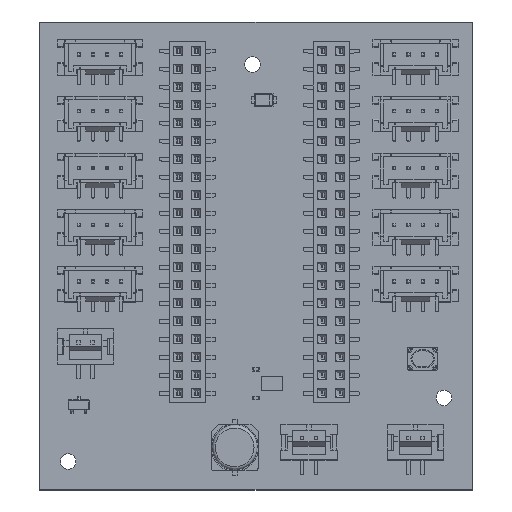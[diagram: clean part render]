
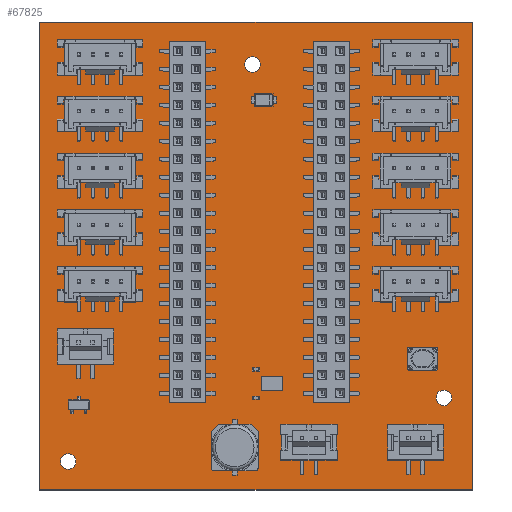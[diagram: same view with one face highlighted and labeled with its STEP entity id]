
A CAD part, top view. The second image highlights one B-rep face of the part: STEP entity #67825.
In plain terms, the highlighted planar face has unit normal (0, 0, 1).
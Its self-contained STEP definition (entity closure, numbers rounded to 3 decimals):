
#67636 = VERTEX_POINT('',#67637);
#67637 = CARTESIAN_POINT('',(91.,-100.,1.6));
#67643 = EDGE_CURVE('',#67636,#67644,#67646,.T.);
#67644 = VERTEX_POINT('',#67645);
#67645 = CARTESIAN_POINT('',(30.,-100.,1.6));
#67646 = LINE('',#67647,#67648);
#67647 = CARTESIAN_POINT('',(91.,-100.,1.6));
#67648 = VECTOR('',#67649,1.);
#67649 = DIRECTION('',(-1.,0.,0.));
#67676 = VERTEX_POINT('',#67677);
#67677 = CARTESIAN_POINT('',(91.,-34.,1.6));
#67683 = EDGE_CURVE('',#67676,#67636,#67684,.T.);
#67684 = LINE('',#67685,#67686);
#67685 = CARTESIAN_POINT('',(91.,-34.,1.6));
#67686 = VECTOR('',#67687,1.);
#67687 = DIRECTION('',(0.,-1.,0.));
#67705 = EDGE_CURVE('',#67644,#67706,#67708,.T.);
#67706 = VERTEX_POINT('',#67707);
#67707 = CARTESIAN_POINT('',(30.,-34.,1.6));
#67708 = LINE('',#67709,#67710);
#67709 = CARTESIAN_POINT('',(30.,-100.,1.6));
#67710 = VECTOR('',#67711,1.);
#67711 = DIRECTION('',(0.,1.,0.));
#67825 = ADVANCED_FACE('',(#67826,#67837,#67848,#67859,#67870,#67881,
    #67892,#67903),#67914,.T.);
#67826 = FACE_BOUND('',#67827,.T.);
#67827 = EDGE_LOOP('',(#67828,#67829,#67830,#67836));
#67828 = ORIENTED_EDGE('',*,*,#67643,.F.);
#67829 = ORIENTED_EDGE('',*,*,#67683,.F.);
#67830 = ORIENTED_EDGE('',*,*,#67831,.F.);
#67831 = EDGE_CURVE('',#67706,#67676,#67832,.T.);
#67832 = LINE('',#67833,#67834);
#67833 = CARTESIAN_POINT('',(30.,-34.,1.6));
#67834 = VECTOR('',#67835,1.);
#67835 = DIRECTION('',(1.,0.,0.));
#67836 = ORIENTED_EDGE('',*,*,#67705,.F.);
#67837 = FACE_BOUND('',#67838,.T.);
#67838 = EDGE_LOOP('',(#67839));
#67839 = ORIENTED_EDGE('',*,*,#67840,.T.);
#67840 = EDGE_CURVE('',#67841,#67841,#67843,.T.);
#67841 = VERTEX_POINT('',#67842);
#67842 = CARTESIAN_POINT('',(34.,-97.1,1.6));
#67843 = CIRCLE('',#67844,1.1);
#67844 = AXIS2_PLACEMENT_3D('',#67845,#67846,#67847);
#67845 = CARTESIAN_POINT('',(34.,-96.,1.6));
#67846 = DIRECTION('',(-0.,0.,-1.));
#67847 = DIRECTION('',(-0.,-1.,0.));
#67848 = FACE_BOUND('',#67849,.T.);
#67849 = EDGE_LOOP('',(#67850));
#67850 = ORIENTED_EDGE('',*,*,#67851,.T.);
#67851 = EDGE_CURVE('',#67852,#67852,#67854,.T.);
#67852 = VERTEX_POINT('',#67853);
#67853 = CARTESIAN_POINT('',(50.82,-85.69,1.6));
#67854 = CIRCLE('',#67855,0.6);
#67855 = AXIS2_PLACEMENT_3D('',#67856,#67857,#67858);
#67856 = CARTESIAN_POINT('',(50.82,-85.09,1.6));
#67857 = DIRECTION('',(-0.,0.,-1.));
#67858 = DIRECTION('',(-0.,-1.,0.));
#67859 = FACE_BOUND('',#67860,.T.);
#67860 = EDGE_LOOP('',(#67861));
#67861 = ORIENTED_EDGE('',*,*,#67862,.T.);
#67862 = EDGE_CURVE('',#67863,#67863,#67865,.T.);
#67863 = VERTEX_POINT('',#67864);
#67864 = CARTESIAN_POINT('',(71.1,-85.69,1.6));
#67865 = CIRCLE('',#67866,0.6);
#67866 = AXIS2_PLACEMENT_3D('',#67867,#67868,#67869);
#67867 = CARTESIAN_POINT('',(71.1,-85.09,1.6));
#67868 = DIRECTION('',(-0.,0.,-1.));
#67869 = DIRECTION('',(-0.,-1.,0.));
#67870 = FACE_BOUND('',#67871,.T.);
#67871 = EDGE_LOOP('',(#67872));
#67872 = ORIENTED_EDGE('',*,*,#67873,.T.);
#67873 = EDGE_CURVE('',#67874,#67874,#67876,.T.);
#67874 = VERTEX_POINT('',#67875);
#67875 = CARTESIAN_POINT('',(87.,-88.1,1.6));
#67876 = CIRCLE('',#67877,1.1);
#67877 = AXIS2_PLACEMENT_3D('',#67878,#67879,#67880);
#67878 = CARTESIAN_POINT('',(87.,-87.,1.6));
#67879 = DIRECTION('',(-0.,0.,-1.));
#67880 = DIRECTION('',(-0.,-1.,0.));
#67881 = FACE_BOUND('',#67882,.T.);
#67882 = EDGE_LOOP('',(#67883));
#67883 = ORIENTED_EDGE('',*,*,#67884,.T.);
#67884 = EDGE_CURVE('',#67885,#67885,#67887,.T.);
#67885 = VERTEX_POINT('',#67886);
#67886 = CARTESIAN_POINT('',(50.82,-39.97,1.6));
#67887 = CIRCLE('',#67888,0.6);
#67888 = AXIS2_PLACEMENT_3D('',#67889,#67890,#67891);
#67889 = CARTESIAN_POINT('',(50.82,-39.37,1.6));
#67890 = DIRECTION('',(-0.,0.,-1.));
#67891 = DIRECTION('',(-0.,-1.,0.));
#67892 = FACE_BOUND('',#67893,.T.);
#67893 = EDGE_LOOP('',(#67894));
#67894 = ORIENTED_EDGE('',*,*,#67895,.T.);
#67895 = EDGE_CURVE('',#67896,#67896,#67898,.T.);
#67896 = VERTEX_POINT('',#67897);
#67897 = CARTESIAN_POINT('',(60.,-41.1,1.6));
#67898 = CIRCLE('',#67899,1.1);
#67899 = AXIS2_PLACEMENT_3D('',#67900,#67901,#67902);
#67900 = CARTESIAN_POINT('',(60.,-40.,1.6));
#67901 = DIRECTION('',(-0.,0.,-1.));
#67902 = DIRECTION('',(-0.,-1.,0.));
#67903 = FACE_BOUND('',#67904,.T.);
#67904 = EDGE_LOOP('',(#67905));
#67905 = ORIENTED_EDGE('',*,*,#67906,.T.);
#67906 = EDGE_CURVE('',#67907,#67907,#67909,.T.);
#67907 = VERTEX_POINT('',#67908);
#67908 = CARTESIAN_POINT('',(71.1,-39.97,1.6));
#67909 = CIRCLE('',#67910,0.6);
#67910 = AXIS2_PLACEMENT_3D('',#67911,#67912,#67913);
#67911 = CARTESIAN_POINT('',(71.1,-39.37,1.6));
#67912 = DIRECTION('',(-0.,0.,-1.));
#67913 = DIRECTION('',(-0.,-1.,0.));
#67914 = PLANE('',#67915);
#67915 = AXIS2_PLACEMENT_3D('',#67916,#67917,#67918);
#67916 = CARTESIAN_POINT('',(0.,0.,1.6));
#67917 = DIRECTION('',(0.,0.,1.));
#67918 = DIRECTION('',(1.,0.,-0.));
